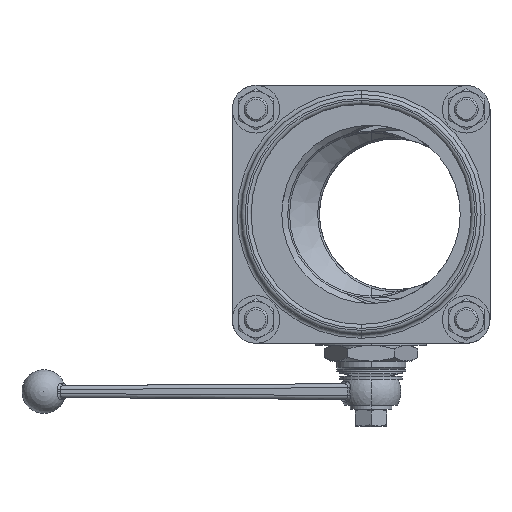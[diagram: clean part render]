
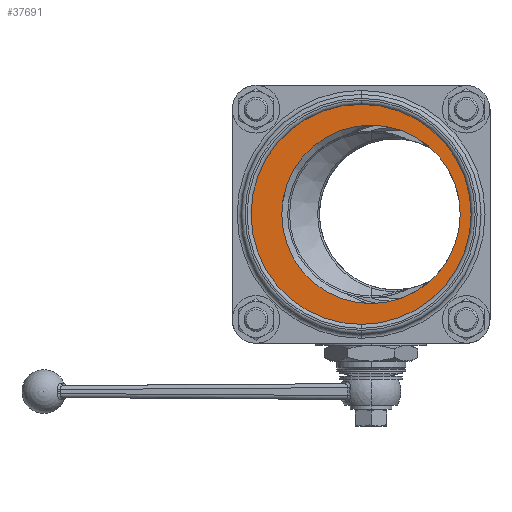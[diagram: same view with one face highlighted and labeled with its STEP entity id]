
A CAD part, left-side view. The second image highlights one B-rep face of the part: STEP entity #37691.
In plain terms, the highlighted planar face has unit normal (-1, 0, 0).
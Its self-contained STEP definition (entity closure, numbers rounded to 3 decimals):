
#270 = FACE_OUTER_BOUND ( 'NONE', #10348, .T. ) ;
#276 = FACE_BOUND ( 'NONE', #10366, .T. ) ;
#4102 = CIRCLE ( 'NONE', #55705, 45. ) ;
#4110 = CIRCLE ( 'NONE', #55740, 55.5 ) ;
#7848 = CARTESIAN_POINT ( 'NONE',  ( -47.5, 0., 0. ) ) ;
#7851 = DIRECTION ( 'NONE',  ( 1., 0., 0. ) ) ;
#7853 = DIRECTION ( 'NONE',  ( 0., 0., 1. ) ) ;
#7870 = CARTESIAN_POINT ( 'NONE',  ( -47.5, 5., 0. ) ) ;
#7873 = DIRECTION ( 'NONE',  ( -1., 0., 0. ) ) ;
#7875 = DIRECTION ( 'NONE',  ( 0., 0., 1. ) ) ;
#10348 = EDGE_LOOP ( 'NONE', ( #11272, #11273 ) ) ;
#10366 = EDGE_LOOP ( 'NONE', ( #11274, #11275 ) ) ;
#11272 = ORIENTED_EDGE ( 'NONE', *, *, #41431, .T. ) ;
#11273 = ORIENTED_EDGE ( 'NONE', *, *, #40545, .T. ) ;
#11274 = ORIENTED_EDGE ( 'NONE', *, *, #40535, .T. ) ;
#11275 = ORIENTED_EDGE ( 'NONE', *, *, #41491, .T. ) ;
#11915 = CIRCLE ( 'NONE', #55838, 55.5 ) ;
#11944 = CIRCLE ( 'NONE', #55863, 45. ) ;
#13343 = CARTESIAN_POINT ( 'NONE',  ( -47.5, 5., 0. ) ) ;
#13377 = DIRECTION ( 'NONE',  ( -1., 0., 0. ) ) ;
#13378 = DIRECTION ( 'NONE',  ( 0., 0., 1. ) ) ;
#13485 = CARTESIAN_POINT ( 'NONE',  ( -47.5, 0., 0. ) ) ;
#13486 = DIRECTION ( 'NONE',  ( 1., 0., 0. ) ) ;
#13487 = DIRECTION ( 'NONE',  ( 0., 0., 1. ) ) ;
#16753 = CARTESIAN_POINT ( 'NONE',  ( -47.5, 5., -55.5 ) ) ;
#16754 = CARTESIAN_POINT ( 'NONE',  ( -47.5, 5., 55.5 ) ) ;
#16757 = CARTESIAN_POINT ( 'NONE',  ( -47.5, 0., -45. ) ) ;
#16758 = CARTESIAN_POINT ( 'NONE',  ( -47.5, 0., 45. ) ) ;
#36594 = VERTEX_POINT ( 'NONE', #16753 ) ;
#36595 = VERTEX_POINT ( 'NONE', #16754 ) ;
#36598 = VERTEX_POINT ( 'NONE', #16757 ) ;
#36599 = VERTEX_POINT ( 'NONE', #16758 ) ;
#37691 = ADVANCED_FACE ( 'NONE', ( #270, #276 ), #46607, .T. ) ;
#40535 = EDGE_CURVE ( 'NONE', #36599, #36598, #4102, .T. ) ;
#40545 = EDGE_CURVE ( 'NONE', #36594, #36595, #4110, .T. ) ;
#41431 = EDGE_CURVE ( 'NONE', #36595, #36594, #11915, .T. ) ;
#41491 = EDGE_CURVE ( 'NONE', #36598, #36599, #11944, .T. ) ;
#46606 = CARTESIAN_POINT ( 'NONE',  ( -47.5, 5., 0. ) ) ;
#46607 = PLANE ( 'NONE',  #47631 ) ;
#46615 = DIRECTION ( 'NONE',  ( -1., 0., 0. ) ) ;
#46616 = DIRECTION ( 'NONE',  ( 0., 0., 1. ) ) ;
#47631 = AXIS2_PLACEMENT_3D ( 'NONE', #46606, #46615, #46616 ) ;
#55705 = AXIS2_PLACEMENT_3D ( 'NONE', #7848, #7851, #7853 ) ;
#55740 = AXIS2_PLACEMENT_3D ( 'NONE', #7870, #7873, #7875 ) ;
#55838 = AXIS2_PLACEMENT_3D ( 'NONE', #13343, #13377, #13378 ) ;
#55863 = AXIS2_PLACEMENT_3D ( 'NONE', #13485, #13486, #13487 ) ;
